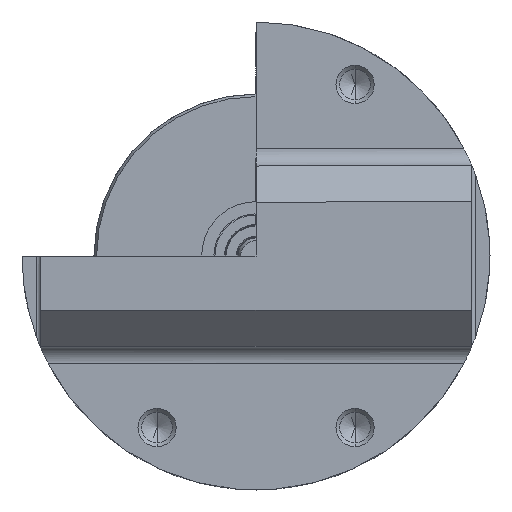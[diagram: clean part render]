
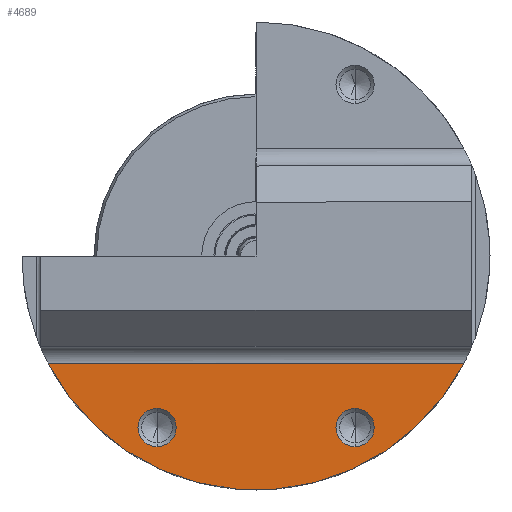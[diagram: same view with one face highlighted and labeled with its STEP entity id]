
A CAD part, front view. The second image highlights one B-rep face of the part: STEP entity #4689.
In plain terms, the highlighted planar face has unit normal (0, -1, 0).
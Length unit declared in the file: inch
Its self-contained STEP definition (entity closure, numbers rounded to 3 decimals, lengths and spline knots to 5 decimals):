
#2951 = EDGE_LOOP ( 'NONE', ( #30802, #13516 ) ) ;
#4322 = CIRCLE ( 'NONE', #23055, 0.1325 ) ;
#4366 = DIRECTION ( 'NONE',  ( 0., 0., -1. ) ) ;
#4555 = CARTESIAN_POINT ( 'NONE',  ( 0.688, 1.013, -1.191 ) ) ;
#4586 = CARTESIAN_POINT ( 'NONE',  ( 0.688, 1.013, -1.191 ) ) ;
#4689 = ADVANCED_FACE ( 'NONE', ( #16843, #24968, #47411 ), #31129, .F. ) ;
#5056 = DIRECTION ( 'NONE',  ( 0., -1., 0. ) ) ;
#6032 = EDGE_CURVE ( 'NONE', #47662, #17918, #42921, .T. ) ;
#6499 = VERTEX_POINT ( 'NONE', #47376 ) ;
#6952 = VERTEX_POINT ( 'NONE', #11879 ) ;
#7970 = DIRECTION ( 'NONE',  ( 0., -1., 0. ) ) ;
#11216 = ORIENTED_EDGE ( 'NONE', *, *, #39924, .F. ) ;
#11879 = CARTESIAN_POINT ( 'NONE',  ( -0.687, 1.013, -1.0585 ) ) ;
#12023 = CIRCLE ( 'NONE', #18236, 0.1325 ) ;
#13516 = ORIENTED_EDGE ( 'NONE', *, *, #24720, .F. ) ;
#13791 = CARTESIAN_POINT ( 'NONE',  ( -0.687, 1.013, -1.191 ) ) ;
#14224 = CARTESIAN_POINT ( 'NONE',  ( 0., 1.013, 0. ) ) ;
#14238 = AXIS2_PLACEMENT_3D ( 'NONE', #42946, #19104, #15250 ) ;
#14624 = ORIENTED_EDGE ( 'NONE', *, *, #48582, .F. ) ;
#15250 = DIRECTION ( 'NONE',  ( 0., 0., 1. ) ) ;
#16101 = DIRECTION ( 'NONE',  ( 0., -1., 0. ) ) ;
#16843 = FACE_BOUND ( 'NONE', #2951, .T. ) ;
#17918 = VERTEX_POINT ( 'NONE', #48996 ) ;
#18236 = AXIS2_PLACEMENT_3D ( 'NONE', #4555, #5056, #4366 ) ;
#19104 = DIRECTION ( 'NONE',  ( 0., 1., 0. ) ) ;
#21210 = VERTEX_POINT ( 'NONE', #21253 ) ;
#21253 = CARTESIAN_POINT ( 'NONE',  ( 0.688, 1.013, -1.3235 ) ) ;
#21455 = EDGE_LOOP ( 'NONE', ( #23728, #11216 ) ) ;
#22077 = VECTOR ( 'NONE', #30293, 39.37008 ) ;
#23055 = AXIS2_PLACEMENT_3D ( 'NONE', #13791, #25886, #45533 ) ;
#23728 = ORIENTED_EDGE ( 'NONE', *, *, #30640, .F. ) ;
#24581 = AXIS2_PLACEMENT_3D ( 'NONE', #47939, #7970, #40083 ) ;
#24720 = EDGE_CURVE ( 'NONE', #47726, #21210, #12023, .T. ) ;
#24968 = FACE_BOUND ( 'NONE', #21455, .T. ) ;
#25886 = DIRECTION ( 'NONE',  ( 0., -1., 0. ) ) ;
#29958 = CARTESIAN_POINT ( 'NONE',  ( -1.625, 1.013, -0.745 ) ) ;
#30293 = DIRECTION ( 'NONE',  ( 1., 0., 0. ) ) ;
#30640 = EDGE_CURVE ( 'NONE', #6499, #6952, #4322, .T. ) ;
#30802 = ORIENTED_EDGE ( 'NONE', *, *, #41679, .F. ) ;
#31129 = PLANE ( 'NONE',  #14238 ) ;
#31808 = CIRCLE ( 'NONE', #24581, 0.1325 ) ;
#31964 = DIRECTION ( 'NONE',  ( 0., 0., -1. ) ) ;
#32669 = LINE ( 'NONE', #29958, #22077 ) ;
#34635 = AXIS2_PLACEMENT_3D ( 'NONE', #4586, #16101, #31964 ) ;
#35474 = CIRCLE ( 'NONE', #34635, 0.1325 ) ;
#37955 = DIRECTION ( 'NONE',  ( 0., -1., 0. ) ) ;
#38345 = CARTESIAN_POINT ( 'NONE',  ( -1.44416, 1.013, -0.745 ) ) ;
#38883 = ORIENTED_EDGE ( 'NONE', *, *, #6032, .T. ) ;
#39924 = EDGE_CURVE ( 'NONE', #6952, #6499, #31808, .T. ) ;
#40083 = DIRECTION ( 'NONE',  ( 0., 0., -1. ) ) ;
#40141 = AXIS2_PLACEMENT_3D ( 'NONE', #14224, #37955, #49978 ) ;
#41679 = EDGE_CURVE ( 'NONE', #21210, #47726, #35474, .T. ) ;
#42921 = CIRCLE ( 'NONE', #40141, 1.625 ) ;
#42946 = CARTESIAN_POINT ( 'NONE',  ( -1.625, 1.013, -0.745 ) ) ;
#44076 = EDGE_LOOP ( 'NONE', ( #38883, #14624 ) ) ;
#45533 = DIRECTION ( 'NONE',  ( 0., 0., -1. ) ) ;
#46188 = CARTESIAN_POINT ( 'NONE',  ( 0.688, 1.013, -1.0585 ) ) ;
#47376 = CARTESIAN_POINT ( 'NONE',  ( -0.687, 1.013, -1.3235 ) ) ;
#47411 = FACE_OUTER_BOUND ( 'NONE', #44076, .T. ) ;
#47662 = VERTEX_POINT ( 'NONE', #38345 ) ;
#47726 = VERTEX_POINT ( 'NONE', #46188 ) ;
#47939 = CARTESIAN_POINT ( 'NONE',  ( -0.687, 1.013, -1.191 ) ) ;
#48582 = EDGE_CURVE ( 'NONE', #47662, #17918, #32669, .T. ) ;
#48996 = CARTESIAN_POINT ( 'NONE',  ( 1.44416, 1.013, -0.745 ) ) ;
#49978 = DIRECTION ( 'NONE',  ( 0., 0., 1. ) ) ;
